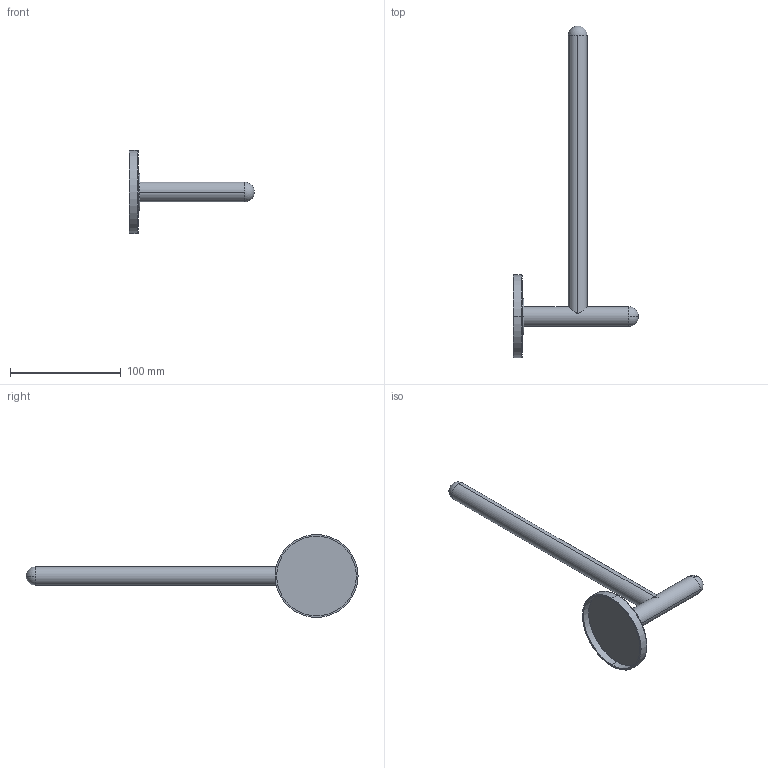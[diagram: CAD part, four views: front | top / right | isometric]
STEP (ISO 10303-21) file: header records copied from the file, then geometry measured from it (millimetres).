
FILE_DESCRIPTION (( 'STEP AP203' ), '1' );
FILE_NAME ('18408.STEP', '2013-06-20T20:53:48', ( '' ), ( '' ), 'SwSTEP 2.0', 'SolidWorks 2012', '' );
FILE_SCHEMA (( 'CONFIG_CONTROL_DESIGN' ));
Length unit declared in the file: millimetre
Products named in the file (4): 18408; 1; 3; 2
Assembly tree (3 placements, depth 2):
  18408
    1
    2
    3
Bounding box: 113 x 300 x 75 mm (x, y, z)
Volume: 92279.2 mm3; surface area: 32985.1 mm2
Topology: 3 solids, 3 shells, 25 faces, 55 edges, 34 vertices
Faces by surface type: cylinder 10, plane 7, torus 4, sphere 4
Entity records: 1197 total; most frequent: CARTESIAN_POINT 226, DIRECTION 145, ORIENTED_EDGE 102, AXIS2_PLACEMENT_3D 67, EDGE_CURVE 51, CIRCLE 36, PERSON_AND_ORGANIZATION 35, VERTEX_POINT 34
